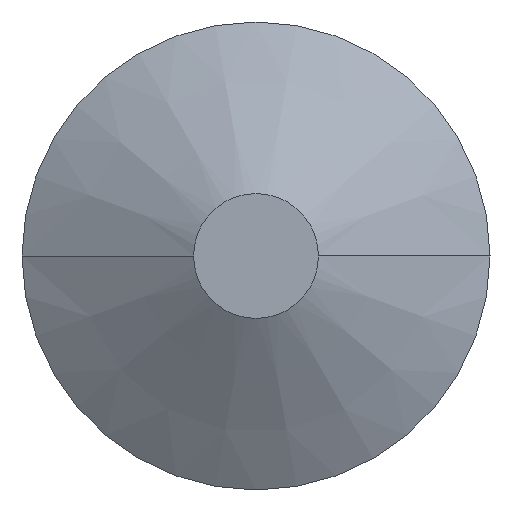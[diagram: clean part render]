
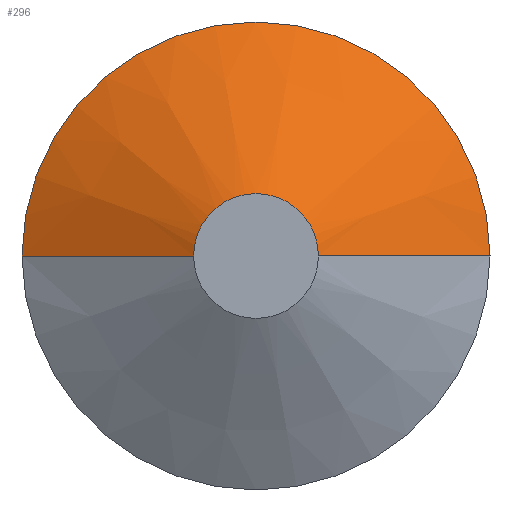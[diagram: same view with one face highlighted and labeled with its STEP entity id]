
A CAD part, front view. The second image highlights one B-rep face of the part: STEP entity #296.
In plain terms, the highlighted conical face has half-angle 60 degrees and reference radius 0.635 mm.
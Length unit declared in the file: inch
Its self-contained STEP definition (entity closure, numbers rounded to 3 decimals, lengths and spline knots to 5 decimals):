
#3 = CARTESIAN_POINT ( 'NONE',  ( 0.09375, 0.03969, 0. ) ) ;
#5 = DIRECTION ( 'NONE',  ( 0., -1., 0. ) ) ;
#11 = DIRECTION ( 'NONE',  ( 0., 1., 0. ) ) ;
#16 = CARTESIAN_POINT ( 'NONE',  ( -0.09375, 0.03969, 0. ) ) ;
#22 = LINE ( 'NONE', #277, #90 ) ;
#50 = AXIS2_PLACEMENT_3D ( 'NONE', #164, #104, #288 ) ;
#59 = ORIENTED_EDGE ( 'NONE', *, *, #158, .F. ) ;
#66 = DIRECTION ( 'NONE',  ( -0.866, 0.5, 0. ) ) ;
#67 = DIRECTION ( 'NONE',  ( 0.866, 0.5, 0. ) ) ;
#77 = CARTESIAN_POINT ( 'NONE',  ( 0.025, 0., 0. ) ) ;
#83 = CARTESIAN_POINT ( 'NONE',  ( 0., 0., 0. ) ) ;
#84 = EDGE_LOOP ( 'NONE', ( #286, #132, #196, #59 ) ) ;
#89 = EDGE_CURVE ( 'NONE', #131, #193, #189, .T. ) ;
#90 = VECTOR ( 'NONE', #67, 39.37008 ) ;
#96 = EDGE_CURVE ( 'NONE', #224, #131, #22, .T. ) ;
#97 = AXIS2_PLACEMENT_3D ( 'NONE', #148, #5, #177 ) ;
#104 = DIRECTION ( 'NONE',  ( 0., -1., 0. ) ) ;
#105 = CARTESIAN_POINT ( 'NONE',  ( -0.025, 0., 0. ) ) ;
#114 = CARTESIAN_POINT ( 'NONE',  ( -0.025, 0., 0. ) ) ;
#131 = VERTEX_POINT ( 'NONE', #3 ) ;
#132 = ORIENTED_EDGE ( 'NONE', *, *, #96, .T. ) ;
#136 = VECTOR ( 'NONE', #66, 39.37008 ) ;
#148 = CARTESIAN_POINT ( 'NONE',  ( 0., 0., 0. ) ) ;
#156 = FACE_OUTER_BOUND ( 'NONE', #84, .T. ) ;
#158 = EDGE_CURVE ( 'NONE', #200, #193, #283, .T. ) ;
#164 = CARTESIAN_POINT ( 'NONE',  ( 0., 0.03969, 0. ) ) ;
#177 = DIRECTION ( 'NONE',  ( 1., 0., 0. ) ) ;
#181 = CIRCLE ( 'NONE', #97, 0.025 ) ;
#189 = CIRCLE ( 'NONE', #50, 0.09375 ) ;
#193 = VERTEX_POINT ( 'NONE', #16 ) ;
#196 = ORIENTED_EDGE ( 'NONE', *, *, #89, .T. ) ;
#200 = VERTEX_POINT ( 'NONE', #114 ) ;
#203 = DIRECTION ( 'NONE',  ( -1., 0., 0. ) ) ;
#215 = AXIS2_PLACEMENT_3D ( 'NONE', #83, #11, #203 ) ;
#224 = VERTEX_POINT ( 'NONE', #77 ) ;
#277 = CARTESIAN_POINT ( 'NONE',  ( 0.025, 0., 0. ) ) ;
#283 = LINE ( 'NONE', #105, #136 ) ;
#286 = ORIENTED_EDGE ( 'NONE', *, *, #301, .F. ) ;
#288 = DIRECTION ( 'NONE',  ( 1., 0., 0. ) ) ;
#296 = ADVANCED_FACE ( 'NONE', ( #156 ), #307, .T. ) ;
#301 = EDGE_CURVE ( 'NONE', #224, #200, #181, .T. ) ;
#307 = CONICAL_SURFACE ( 'NONE', #215, 0.025, 1.047 ) ;
